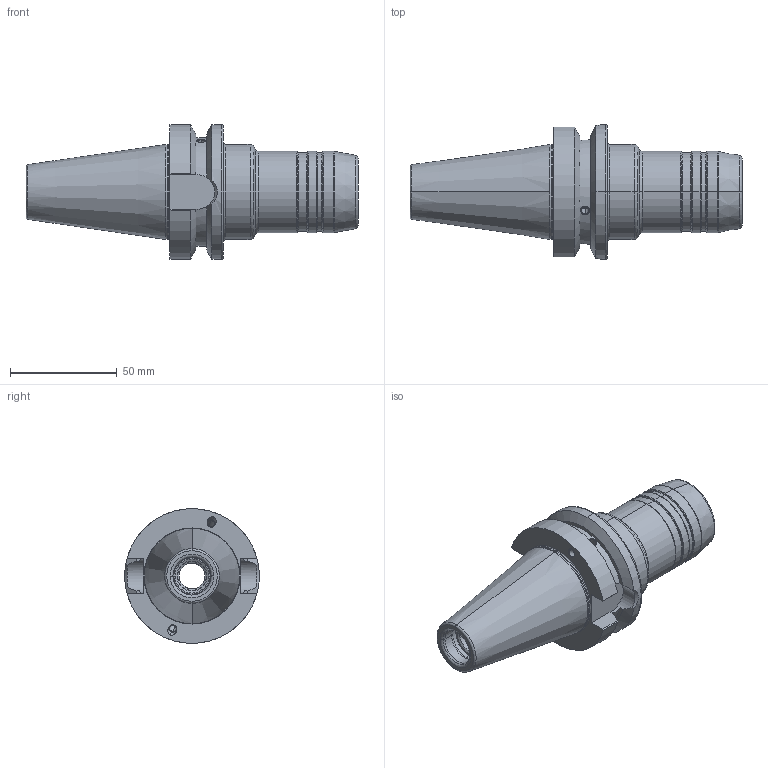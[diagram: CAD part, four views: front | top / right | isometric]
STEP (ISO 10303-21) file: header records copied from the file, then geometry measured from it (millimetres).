
FILE_DESCRIPTION((''),'2;1');
FILE_NAME('LO-BT40ADB-HC16-90','2019-11-06T16:37:12',('KKK'),(''),'CREO PARAMETRIC BY PTC INC, 2018100','CREO PARAMETRIC BY PTC INC, 2018100','');
FILE_SCHEMA(('CONFIG_CONTROL_DESIGN'));
Length unit declared in the file: millimetre
Products named in the file (1): LO-BT40ADB-HC16-90
Bounding box: 155.4 x 63 x 63 mm (x, y, z)
Volume: 183630.6 mm3; surface area: 35010.7 mm2
Topology: 1 solids, 6 shells, 174 faces, 418 edges, 252 vertices
Faces by surface type: cylinder 70, torus 38, cone 36, plane 30
Entity records: 5461 total; most frequent: CARTESIAN_POINT 1340, DIRECTION 926, ORIENTED_EDGE 794, EDGE_CURVE 414, AXIS2_PLACEMENT_3D 397, VERTEX_POINT 252, CIRCLE 222, EDGE_LOOP 194
